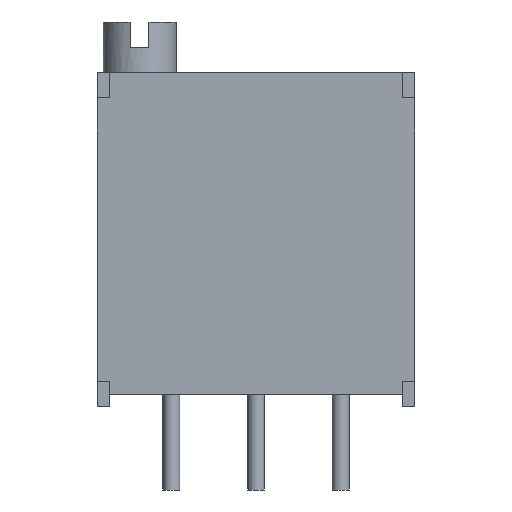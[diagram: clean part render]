
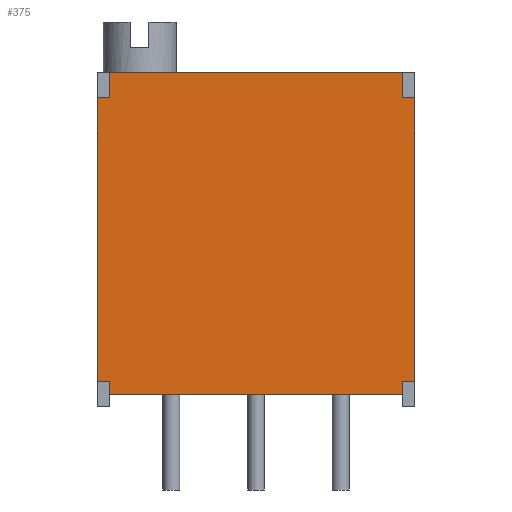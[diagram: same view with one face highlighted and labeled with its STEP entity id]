
A CAD part, front view. The second image highlights one B-rep face of the part: STEP entity #375.
In plain terms, the highlighted planar face has unit normal (0, -1, 0).
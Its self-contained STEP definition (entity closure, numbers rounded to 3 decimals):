
#375=ADVANCED_FACE('',(#667),#669,.T.);
#667=FACE_BOUND('',#668,.T.);
#668=EDGE_LOOP('',(#856,#857,#858,#859,#860,#861,#862,#863,#864,#865,#866,#867));
#669=PLANE('',#670);
#670=AXIS2_PLACEMENT_3D('',#671,#672,#673);
#671=CARTESIAN_POINT('',(0.,0.38,0.));
#672=DIRECTION('',(0.,-1.,-0.));
#673=DIRECTION('',(1.,0.,0.));
#856=ORIENTED_EDGE('',*,*,#985,.F.);
#857=ORIENTED_EDGE('',*,*,#986,.T.);
#858=ORIENTED_EDGE('',*,*,#945,.T.);
#859=ORIENTED_EDGE('',*,*,#968,.F.);
#860=ORIENTED_EDGE('',*,*,#950,.T.);
#861=ORIENTED_EDGE('',*,*,#987,.T.);
#862=ORIENTED_EDGE('',*,*,#975,.F.);
#863=ORIENTED_EDGE('',*,*,#988,.T.);
#864=ORIENTED_EDGE('',*,*,#989,.T.);
#865=ORIENTED_EDGE('',*,*,#980,.F.);
#866=ORIENTED_EDGE('',*,*,#990,.T.);
#867=ORIENTED_EDGE('',*,*,#991,.T.);
#945=EDGE_CURVE('',#1029,#1027,#1030,.T.);
#950=EDGE_CURVE('',#1039,#1037,#1040,.T.);
#968=EDGE_CURVE('',#1039,#1027,#1072,.T.);
#975=EDGE_CURVE('',#1081,#1074,#1083,.T.);
#980=EDGE_CURVE('',#1089,#1084,#1091,.T.);
#985=EDGE_CURVE('',#1097,#1092,#1099,.T.);
#986=EDGE_CURVE('',#1097,#1029,#1100,.T.);
#987=EDGE_CURVE('',#1037,#1074,#1101,.T.);
#988=EDGE_CURVE('',#1081,#1102,#1103,.T.);
#989=EDGE_CURVE('',#1102,#1084,#1104,.T.);
#990=EDGE_CURVE('',#1089,#1105,#1106,.T.);
#991=EDGE_CURVE('',#1105,#1092,#1107,.T.);
#1027=VERTEX_POINT('',#1175);
#1029=VERTEX_POINT('',#1179);
#1030=LINE('',#1180,#1181);
#1037=VERTEX_POINT('',#1195);
#1039=VERTEX_POINT('',#1199);
#1040=LINE('',#1200,#1201);
#1072=LINE('',#1268,#1269);
#1074=VERTEX_POINT('',#1274);
#1081=VERTEX_POINT('',#1289);
#1083=LINE('',#1293,#1294);
#1084=VERTEX_POINT('',#1296);
#1089=VERTEX_POINT('',#1307);
#1091=LINE('',#1311,#1312);
#1092=VERTEX_POINT('',#1314);
#1097=VERTEX_POINT('',#1325);
#1099=LINE('',#1329,#1330);
#1100=LINE('',#1332,#1333);
#1101=LINE('',#1335,#1336);
#1102=VERTEX_POINT('',#1338);
#1103=LINE('',#1339,#1340);
#1104=LINE('',#1342,#1343);
#1105=VERTEX_POINT('',#1345);
#1106=LINE('',#1346,#1347);
#1107=LINE('',#1349,#1350);
#1175=CARTESIAN_POINT('',(-4.385,0.38,0.38));
#1179=CARTESIAN_POINT('',(-4.385,0.38,0.76));
#1180=CARTESIAN_POINT('',(-4.385,0.38,0.76));
#1181=VECTOR('',#1182,1.);
#1182=DIRECTION('',(0.,0.,-1.));
#1195=CARTESIAN_POINT('',(4.385,0.38,0.76));
#1199=CARTESIAN_POINT('',(4.385,0.38,0.38));
#1200=CARTESIAN_POINT('',(4.385,0.38,0.38));
#1201=VECTOR('',#1202,1.);
#1202=DIRECTION('',(0.,0.,1.));
#1268=CARTESIAN_POINT('',(4.385,0.38,0.38));
#1269=VECTOR('',#1270,1.);
#1270=DIRECTION('',(-1.,0.,0.));
#1274=CARTESIAN_POINT('',(4.765,0.38,0.76));
#1289=CARTESIAN_POINT('',(4.765,0.38,9.27));
#1293=CARTESIAN_POINT('',(4.765,0.38,9.27));
#1294=VECTOR('',#1295,1.);
#1295=DIRECTION('',(0.,0.,-1.));
#1296=CARTESIAN_POINT('',(4.385,0.38,10.03));
#1307=CARTESIAN_POINT('',(-4.385,0.38,10.03));
#1311=CARTESIAN_POINT('',(-4.385,0.38,10.03));
#1312=VECTOR('',#1313,1.);
#1313=DIRECTION('',(1.,0.,0.));
#1314=CARTESIAN_POINT('',(-4.765,0.38,9.27));
#1325=CARTESIAN_POINT('',(-4.765,0.38,0.76));
#1329=CARTESIAN_POINT('',(-4.765,0.38,0.76));
#1330=VECTOR('',#1331,1.);
#1331=DIRECTION('',(0.,0.,1.));
#1332=CARTESIAN_POINT('',(-4.765,0.38,0.76));
#1333=VECTOR('',#1334,1.);
#1334=DIRECTION('',(1.,0.,0.));
#1335=CARTESIAN_POINT('',(4.385,0.38,0.76));
#1336=VECTOR('',#1337,1.);
#1337=DIRECTION('',(1.,0.,0.));
#1338=CARTESIAN_POINT('',(4.385,0.38,9.27));
#1339=CARTESIAN_POINT('',(4.765,0.38,9.27));
#1340=VECTOR('',#1341,1.);
#1341=DIRECTION('',(-1.,0.,0.));
#1342=CARTESIAN_POINT('',(4.385,0.38,9.27));
#1343=VECTOR('',#1344,1.);
#1344=DIRECTION('',(0.,0.,1.));
#1345=CARTESIAN_POINT('',(-4.385,0.38,9.27));
#1346=CARTESIAN_POINT('',(-4.385,0.38,10.03));
#1347=VECTOR('',#1348,1.);
#1348=DIRECTION('',(0.,0.,-1.));
#1349=CARTESIAN_POINT('',(-4.385,0.38,9.27));
#1350=VECTOR('',#1351,1.);
#1351=DIRECTION('',(-1.,0.,0.));
